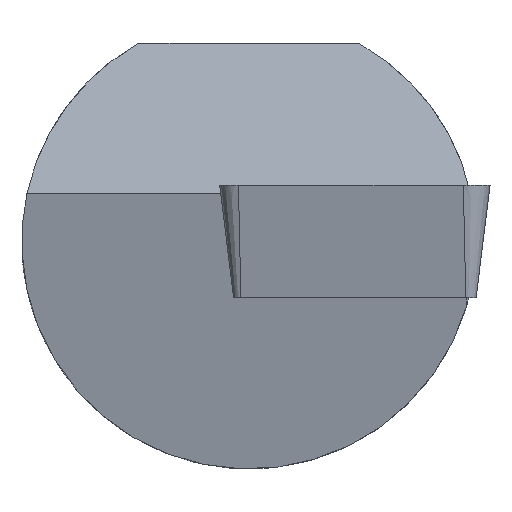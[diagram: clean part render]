
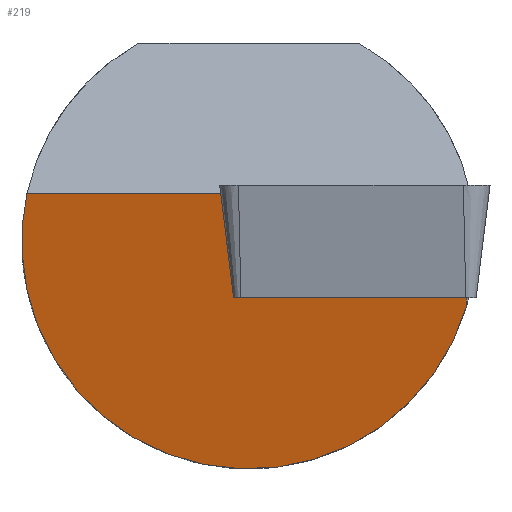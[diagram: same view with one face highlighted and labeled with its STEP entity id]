
A CAD part, left-side view. The second image highlights one B-rep face of the part: STEP entity #219.
In plain terms, the highlighted planar face has unit normal (-0.978, 0.172, -0.122).
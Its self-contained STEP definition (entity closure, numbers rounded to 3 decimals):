
#194=ELLIPSE('',#549,8.184,8.);
#202=PLANE('',#556);
#219=ADVANCED_FACE('',(#245),#202,.F.);
#245=FACE_OUTER_BOUND('',#266,.T.);
#266=EDGE_LOOP('',(#381,#382,#383,#384,#385));
#283=LINE('',#688,#315);
#293=LINE('',#742,#325);
#294=LINE('',#745,#326);
#295=LINE('',#747,#327);
#315=VECTOR('',#582,1.);
#325=VECTOR('',#614,1.);
#326=VECTOR('',#619,1.);
#327=VECTOR('',#620,1.);
#381=ORIENTED_EDGE('',*,*,#501,.F.);
#382=ORIENTED_EDGE('',*,*,#502,.T.);
#383=ORIENTED_EDGE('',*,*,#500,.F.);
#384=ORIENTED_EDGE('',*,*,#490,.F.);
#385=ORIENTED_EDGE('',*,*,#481,.F.);
#447=VERTEX_POINT('',#686);
#449=VERTEX_POINT('',#689);
#456=VERTEX_POINT('',#725);
#461=VERTEX_POINT('',#739);
#462=VERTEX_POINT('',#746);
#481=EDGE_CURVE('',#447,#449,#283,.T.);
#490=EDGE_CURVE('',#449,#456,#194,.T.);
#500=EDGE_CURVE('',#456,#461,#293,.T.);
#501=EDGE_CURVE('',#462,#447,#294,.T.);
#502=EDGE_CURVE('',#462,#461,#295,.T.);
#549=AXIS2_PLACEMENT_3D('',#724,#597,#598);
#556=AXIS2_PLACEMENT_3D('',#748,#621,#622);
#582=DIRECTION('',(0.12,-0.021,-0.993));
#597=DIRECTION('',(0.977,-0.172,0.122));
#598=DIRECTION('',(-0.211,-0.798,0.564));
#614=DIRECTION('',(-0.174,-0.985,0.));
#619=DIRECTION('',(-0.174,-0.985,0.));
#620=DIRECTION('',(-0.102,0.121,0.987));
#621=DIRECTION('',(0.977,-0.172,0.122));
#622=DIRECTION('',(0.174,0.985,0.));
#686=CARTESIAN_POINT('',(0.591,-7.663,-1.97));
#688=CARTESIAN_POINT('',(0.591,-7.663,-1.97));
#689=CARTESIAN_POINT('',(0.628,-7.67,-2.275));
#724=CARTESIAN_POINT('',(1.696,0.,0.));
#725=CARTESIAN_POINT('',(2.863,7.817,1.7));
#739=CARTESIAN_POINT('',(1.659,0.988,1.7));
#742=CARTESIAN_POINT('',(24.957,133.121,1.7));
#745=CARTESIAN_POINT('',(3.793,10.5,-1.97));
#746=CARTESIAN_POINT('',(2.037,0.538,-1.97));
#747=CARTESIAN_POINT('',(1.932,0.662,-0.954));
#748=CARTESIAN_POINT('',(3.793,10.5,-1.97));
